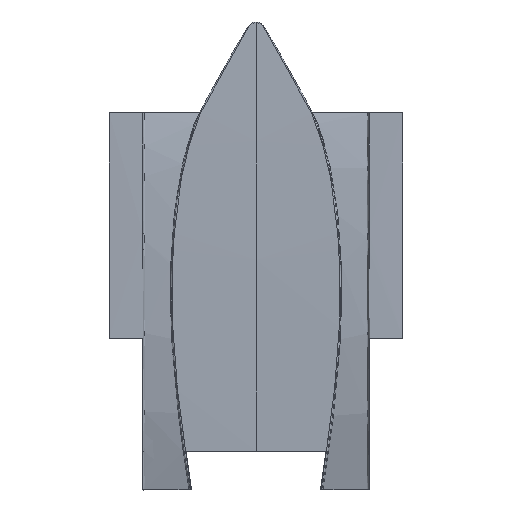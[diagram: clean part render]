
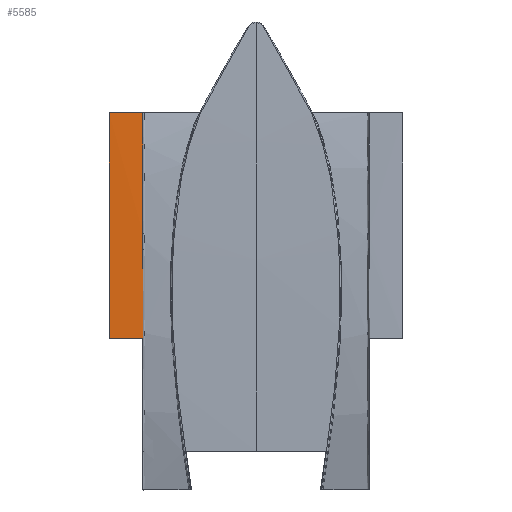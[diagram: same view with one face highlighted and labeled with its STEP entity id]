
A CAD part, front view. The second image highlights one B-rep face of the part: STEP entity #5585.
In plain terms, the highlighted free-form (B-spline) face has degree [2, 1] with [3, 2] control points.
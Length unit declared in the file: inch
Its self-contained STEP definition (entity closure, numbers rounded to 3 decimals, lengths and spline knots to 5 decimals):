
#86 = EDGE_CURVE ( 'NONE', #1230, #2194, #6407, .T. ) ;
#239 = CARTESIAN_POINT ( 'NONE',  ( -64.96219, 1.19644, -18.95456 ) ) ;
#244 = CARTESIAN_POINT ( 'NONE',  ( -18.75, 1.81907, -37.55712 ) ) ;
#257 = LINE ( 'NONE', #1767, #4702 ) ;
#298 = ORIENTED_EDGE ( 'NONE', *, *, #7731, .T. ) ;
#312 = CARTESIAN_POINT ( 'NONE',  ( -18.61639, 1.81907, -37.55712 ) ) ;
#356 = CARTESIAN_POINT ( 'NONE',  ( -18.61639, 0.80499, 18.25216 ) ) ;
#386 = ORIENTED_EDGE ( 'NONE', *, *, #7918, .F. ) ;
#391 = ORIENTED_EDGE ( 'NONE', *, *, #8280, .F. ) ;
#509 = VECTOR ( 'NONE', #1834, 39.37008 ) ;
#516 = VECTOR ( 'NONE', #8969, 39.37008 ) ;
#563 = CARTESIAN_POINT ( 'NONE',  ( -18.75, 0.80499, 18.25216 ) ) ;
#678 = CARTESIAN_POINT ( 'NONE',  ( -18.65, 0.87103, -1.61564 ) ) ;
#873 = LINE ( 'NONE', #239, #516 ) ;
#973 = CARTESIAN_POINT ( 'NONE',  ( -18.75, 1.43672, -28.23344 ) ) ;
#1054 = VERTEX_POINT ( 'NONE', #1565 ) ;
#1230 = VERTEX_POINT ( 'NONE', #4215 ) ;
#1308 = ORIENTED_EDGE ( 'NONE', *, *, #86, .T. ) ;
#1565 = CARTESIAN_POINT ( 'NONE',  ( -18.65, 0.80499, 18.25216 ) ) ;
#1588 = ORIENTED_EDGE ( 'NONE', *, *, #2402, .F. ) ;
#1629 = CARTESIAN_POINT ( 'NONE',  ( -18.65, 0.90519, -4.30095 ) ) ;
#1726 = CARTESIAN_POINT ( 'NONE',  ( -18.61639, 0.66639, -9.44894 ) ) ;
#1727 = VERTEX_POINT ( 'NONE', #1910 ) ;
#1767 = CARTESIAN_POINT ( 'NONE',  ( -28.25, 1.81907, -37.55712 ) ) ;
#1834 = DIRECTION ( 'NONE',  ( 1., 0., 0. ) ) ;
#1910 = CARTESIAN_POINT ( 'NONE',  ( -18.65, 0.87103, -1.61564 ) ) ;
#2023 = B_SPLINE_CURVE_WITH_KNOTS ( 'NONE', 3,
 ( #678, #2925, #2185, #5454 ),
 .UNSPECIFIED., .F., .F.,
 ( 4, 4 ),
 ( 0., 0.06821 ),
 .UNSPECIFIED. ) ;
#2185 = CARTESIAN_POINT ( 'NONE',  ( -18.65, 0.89281, -3.40586 ) ) ;
#2194 = VERTEX_POINT ( 'NONE', #4640 ) ;
#2219 = ORIENTED_EDGE ( 'NONE', *, *, #7132, .F. ) ;
#2251 = ORIENTED_EDGE ( 'NONE', *, *, #8861, .T. ) ;
#2322 = CARTESIAN_POINT ( 'NONE',  ( -18.65, 0.80499, 18.25216 ) ) ;
#2325 = VERTEX_POINT ( 'NONE', #3856 ) ;
#2402 = EDGE_CURVE ( 'NONE', #3465, #1054, #6965, .T. ) ;
#2638 = ORIENTED_EDGE ( 'NONE', *, *, #6294, .F. ) ;
#2925 = CARTESIAN_POINT ( 'NONE',  ( -18.65, 0.88142, -2.51076 ) ) ;
#2943 = CARTESIAN_POINT ( 'NONE',  ( -24.25, 1.19644, -18.95456 ) ) ;
#2955 = B_SPLINE_CURVE_WITH_KNOTS ( 'NONE', 2,
 ( #6748, #8208, #2943 ),
 .UNSPECIFIED., .F., .F.,
 ( 3, 3 ),
 ( 0.51775, 0.51971 ),
 .UNSPECIFIED. ) ;
#3125 = EDGE_LOOP ( 'NONE', ( #1588, #2638, #2251, #8192, #1308, #298, #391, #386, #2219 ) ) ;
#3188 = CARTESIAN_POINT ( 'NONE',  ( -24.25, 0.66639, -9.44894 ) ) ;
#3202 = LINE ( 'NONE', #6993, #509 ) ;
#3465 = VERTEX_POINT ( 'NONE', #563 ) ;
#3829 = VERTEX_POINT ( 'NONE', #6333 ) ;
#3856 = CARTESIAN_POINT ( 'NONE',  ( -18.65, 1.81907, -37.55712 ) ) ;
#3884 = CARTESIAN_POINT ( 'NONE',  ( -18.65, 1.05858, -15.38863 ) ) ;
#3961 = DIRECTION ( 'NONE',  ( 1., 0., 0. ) ) ;
#4215 = CARTESIAN_POINT ( 'NONE',  ( -18.75, 1.19644, -18.95456 ) ) ;
#4362 = CARTESIAN_POINT ( 'NONE',  ( -18.65, 0.87103, -1.61564 ) ) ;
#4410 = CARTESIAN_POINT ( 'NONE',  ( -18.65, 0.79417, 5.00613 ) ) ;
#4570 = B_SPLINE_CURVE_WITH_KNOTS ( 'NONE', 3,
 ( #1629, #3884, #6849, #8747 ),
 .UNSPECIFIED., .F., .F.,
 ( 4, 4 ),
 ( 0., 1. ),
 .UNSPECIFIED. ) ;
#4640 = CARTESIAN_POINT ( 'NONE',  ( -18.75, 1.81907, -37.55712 ) ) ;
#4702 = VECTOR ( 'NONE', #3961, 39.37008 ) ;
#4995 = B_SPLINE_SURFACE_WITH_KNOTS ( 'NONE', 2, 1, ( 
 ( #5573, #356 ),
 ( #3188, #1726 ),
 ( #5429, #312 ) ),
 .UNSPECIFIED., .F., .F., .F.,
 ( 3, 3 ),
 ( 2, 2 ),
 ( 0., 0.00293 ),
 ( 0., 1. ),
 .UNSPECIFIED. ) ;
#5146 = CARTESIAN_POINT ( 'NONE',  ( -18.65, 0.77185, 11.62873 ) ) ;
#5362 = CARTESIAN_POINT ( 'NONE',  ( -28.25, 0.80499, 18.25216 ) ) ;
#5429 = CARTESIAN_POINT ( 'NONE',  ( -24.25, 1.81907, -37.55712 ) ) ;
#5454 = CARTESIAN_POINT ( 'NONE',  ( -18.65, 0.90519, -4.30095 ) ) ;
#5573 = CARTESIAN_POINT ( 'NONE',  ( -24.25, 0.80499, 18.25216 ) ) ;
#5585 = ADVANCED_FACE ( 'NONE', ( #9180 ), #4995, .T. ) ;
#6294 = EDGE_CURVE ( 'NONE', #6737, #3465, #3202, .T. ) ;
#6333 = CARTESIAN_POINT ( 'NONE',  ( -18.65, 0.90519, -4.30095 ) ) ;
#6407 = B_SPLINE_CURVE_WITH_KNOTS ( 'NONE', 2,
 ( #7600, #973, #244 ),
 .UNSPECIFIED., .F., .F.,
 ( 3, 3 ),
 ( 0.51971, 0.52068 ),
 .UNSPECIFIED. ) ;
#6737 = VERTEX_POINT ( 'NONE', #8358 ) ;
#6748 = CARTESIAN_POINT ( 'NONE',  ( -24.25, 0.80499, 18.25216 ) ) ;
#6849 = CARTESIAN_POINT ( 'NONE',  ( -18.65, 1.36456, -26.474 ) ) ;
#6965 = LINE ( 'NONE', #5362, #9380 ) ;
#6993 = CARTESIAN_POINT ( 'NONE',  ( -64.96219, 0.80499, 18.25216 ) ) ;
#7132 = EDGE_CURVE ( 'NONE', #1054, #1727, #7719, .T. ) ;
#7600 = CARTESIAN_POINT ( 'NONE',  ( -18.75, 1.19644, -18.95456 ) ) ;
#7719 = B_SPLINE_CURVE_WITH_KNOTS ( 'NONE', 3,
 ( #2322, #5146, #4410, #4362 ),
 .UNSPECIFIED., .F., .F.,
 ( 4, 4 ),
 ( 0., 1. ),
 .UNSPECIFIED. ) ;
#7731 = EDGE_CURVE ( 'NONE', #2194, #2325, #257, .T. ) ;
#7746 = DIRECTION ( 'NONE',  ( 1., 0., 0. ) ) ;
#7918 = EDGE_CURVE ( 'NONE', #1727, #3829, #2023, .T. ) ;
#8075 = CARTESIAN_POINT ( 'NONE',  ( -24.25, 1.19644, -18.95456 ) ) ;
#8192 = ORIENTED_EDGE ( 'NONE', *, *, #9043, .T. ) ;
#8208 = CARTESIAN_POINT ( 'NONE',  ( -24.25, 0.71236, -0.2603 ) ) ;
#8280 = EDGE_CURVE ( 'NONE', #3829, #2325, #4570, .T. ) ;
#8358 = CARTESIAN_POINT ( 'NONE',  ( -24.25, 0.80499, 18.25216 ) ) ;
#8747 = CARTESIAN_POINT ( 'NONE',  ( -18.65, 1.81907, -37.55712 ) ) ;
#8861 = EDGE_CURVE ( 'NONE', #6737, #9546, #2955, .T. ) ;
#8969 = DIRECTION ( 'NONE',  ( 1., 0., 0. ) ) ;
#9043 = EDGE_CURVE ( 'NONE', #9546, #1230, #873, .T. ) ;
#9180 = FACE_OUTER_BOUND ( 'NONE', #3125, .T. ) ;
#9380 = VECTOR ( 'NONE', #7746, 39.37008 ) ;
#9546 = VERTEX_POINT ( 'NONE', #8075 ) ;
